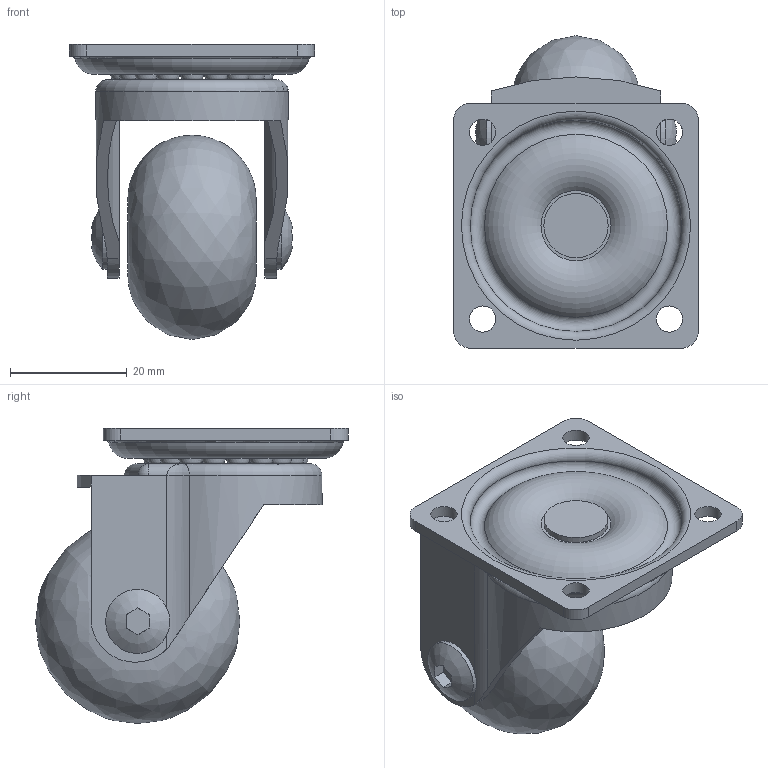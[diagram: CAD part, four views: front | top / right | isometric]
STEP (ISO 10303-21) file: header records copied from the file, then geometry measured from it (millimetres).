
FILE_DESCRIPTION(/* description */ (''),/* implementation_level */ '2;1');
FILE_NAME(/* name */ 'KM-RD-35-SF.stp',/* time_stamp */ '2020-05-19T14:44:07+02:00',/* author */ ('tomaszw'),/* organization */ (''),/* preprocessor_version */ 'ST-DEVELOPER v18',/* originating_system */ 'Autodesk Inventor 2020',/* authorisation */ '');
FILE_SCHEMA (('AUTOMOTIVE_DESIGN { 1 0 10303 214 3 1 1 }'));
Length unit declared in the file: millimetre
Products named in the file (1): KM-RD-35-SF
Bounding box: 42 x 53.6 x 50.55 mm (x, y, z)
Volume: 25752.1 mm3; surface area: 15316.5 mm2
Topology: 23 solids, 23 shells, 104 faces, 274 edges, 179 vertices
Faces by surface type: plane 44, cylinder 26, sphere 20, torus 9, bspline 5
Full cylindrical faces by diameter (mm): 4.5 x4, 6 x3, 10 x1, 11 x3, 29 x1
Entity records: 3363 total; most frequent: CARTESIAN_POINT 842, DIRECTION 534, ORIENTED_EDGE 472, EDGE_CURVE 236, AXIS2_PLACEMENT_3D 222, VERTEX_POINT 179, EDGE_LOOP 119, CIRCLE 115
